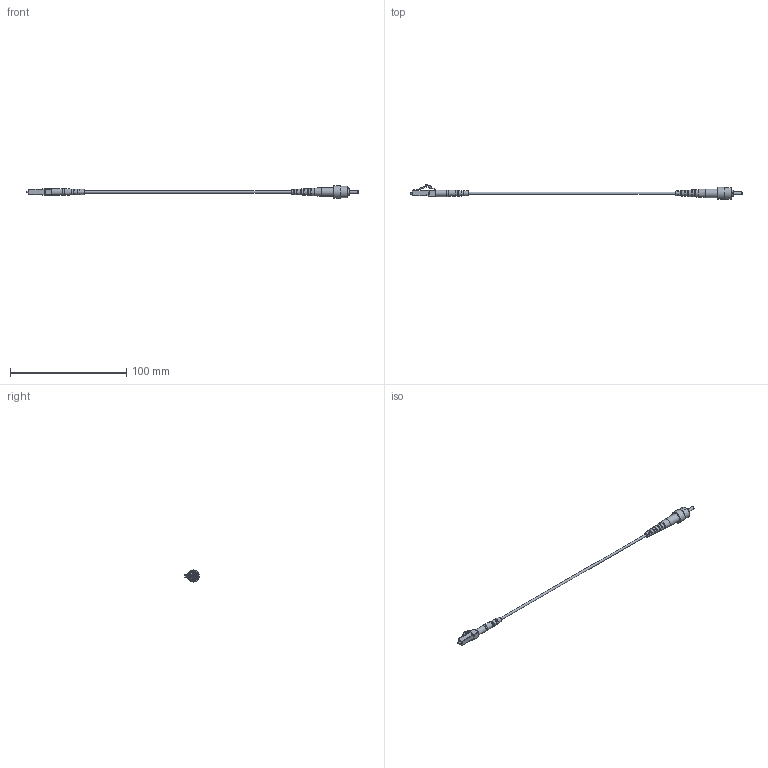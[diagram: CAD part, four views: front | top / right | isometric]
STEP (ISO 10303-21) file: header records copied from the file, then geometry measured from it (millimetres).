
FILE_DESCRIPTION (( 'STEP AP214' ), '1' );
FILE_NAME ('FCA-M4SZ-LCST.step', '2022-11-03T03:43:06', ( '' ), ( '' ), 'SwSTEP 2.0', 'SolidWorks 2022', '' );
FILE_SCHEMA (( 'AUTOMOTIVE_DESIGN' ));
Length unit declared in the file: inch
Products named in the file (9): 1AF05-007-MA1^ST-UPC CONN_FCA-M4SZ-LCST; 1AF02-003-MA2^LC-UPC CONN_FCA-M4SZ-LCST; 1AF05-007-MA3^ST-UPC CONN_FCA-M4SZ-LCST; Multimode Simplex Fiber, LSZH, OM4, Ø2mm^FCA-M4SZ-LCST; 1AF05-007-MA2^ST-UPC CONN_FCA-M4SZ-LCST; LC-UPC CONN^FCA-M4SZ-LCST; 1AF02-003-MA1^LC-UPC CONN_FCA-M4SZ-LCST; FCA-M4SZ-LCST; ST-UPC CONN^FCA-M4SZ-LCST
Assembly tree (8 placements, depth 3):
  FCA-M4SZ-LCST
    Multimode Simplex Fiber, LSZH, OM4, Ø2mm^FCA-M4SZ-LCST
    LC-UPC CONN^FCA-M4SZ-LCST
      1AF02-003-MA1^LC-UPC CONN_FCA-M4SZ-LCST
      1AF02-003-MA2^LC-UPC CONN_FCA-M4SZ-LCST
    ST-UPC CONN^FCA-M4SZ-LCST
      1AF05-007-MA1^ST-UPC CONN_FCA-M4SZ-LCST
      1AF05-007-MA3^ST-UPC CONN_FCA-M4SZ-LCST
      1AF05-007-MA2^ST-UPC CONN_FCA-M4SZ-LCST
Bounding box: 286 x 12.68 x 10.39 mm (x, y, z)
Volume: 2868.6 mm3; surface area: 5561.6 mm2
Topology: 7 solids, 7 shells, 323 faces, 843 edges, 518 vertices
Faces by surface type: plane 161, cylinder 113, sphere 22, torus 17, cone 9, bspline 1
Full cylindrical faces by diameter (mm): 1.27 x1, 2 x1, 2.159 x1, 2.54 x1, 2.87 x2, 3.048 x3, 3.175 x1, 3.683 x1, 4.826 x1, 5.207 x1, 5.588 x1, 7.366 x1, 9.779 x1, 10.39 x1
Entity records: 10752 total; most frequent: CARTESIAN_POINT 2269, DIRECTION 1592, ORIENTED_EDGE 1510, EDGE_CURVE 755, AXIS2_PLACEMENT_3D 624, VERTEX_POINT 491, EDGE_LOOP 418, VECTOR 344
